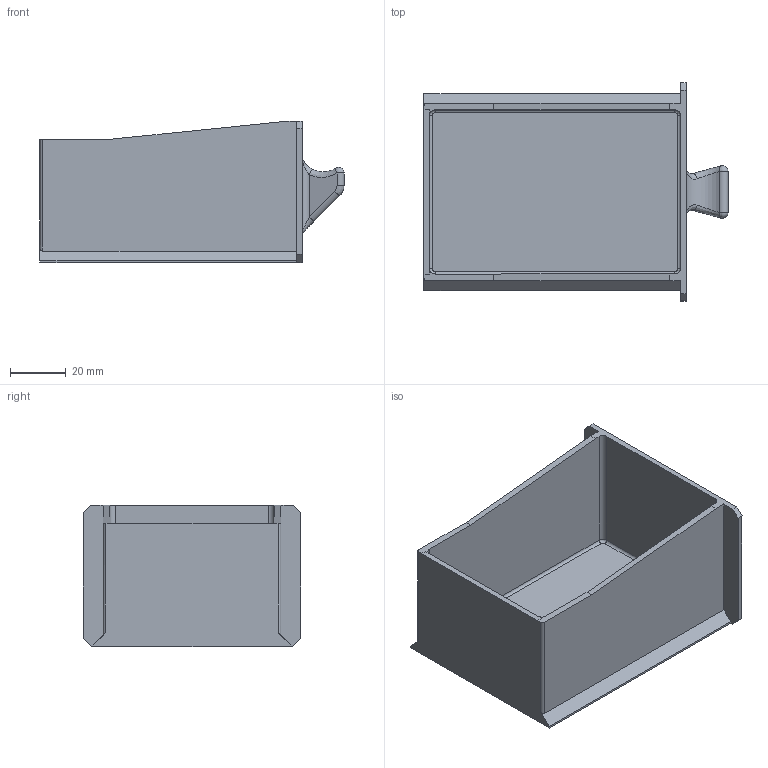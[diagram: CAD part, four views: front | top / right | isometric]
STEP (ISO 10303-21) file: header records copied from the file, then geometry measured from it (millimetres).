
FILE_DESCRIPTION(/* description */ (''),/* implementation_level */ '2;1');
FILE_NAME(/* name */ 'CPU Tray - Storage.step',/* time_stamp */ '2023-07-28T09:56:59-05:00',/* author */ (''),/* organization */ (''),/* preprocessor_version */ 'ST-DEVELOPER v20',/* originating_system */ 'Autodesk Translation Framework v12.9.0.99',/* authorisation */ '');
FILE_SCHEMA (('AUTOMOTIVE_DESIGN { 1 0 10303 214 3 1 1 }'));
Length unit declared in the file: millimetre
Products named in the file (1): CPU Tray - Storage
Bounding box: 108.9 x 78 x 50.6 mm (x, y, z)
Volume: 60917 mm3; surface area: 42283.4 mm2
Topology: 1 solids, 1 shells, 65 faces, 164 edges, 102 vertices
Faces by surface type: plane 32, cylinder 19, bspline 12, sphere 2
Entity records: 2427 total; most frequent: CARTESIAN_POINT 843, ORIENTED_EDGE 328, DIRECTION 314, EDGE_CURVE 164, LINE 106, VECTOR 106, AXIS2_PLACEMENT_3D 104, VERTEX_POINT 102
